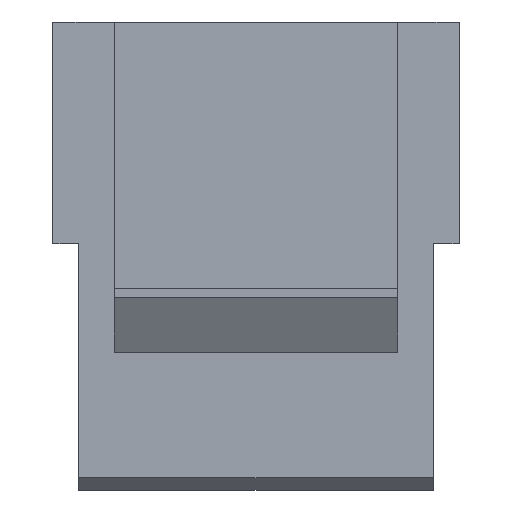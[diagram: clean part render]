
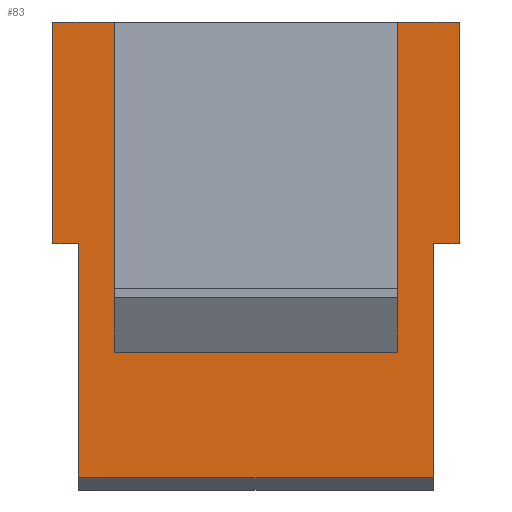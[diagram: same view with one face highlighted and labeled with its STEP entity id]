
A CAD part, front view. The second image highlights one B-rep face of the part: STEP entity #83.
In plain terms, the highlighted planar face has unit normal (0, -1, 0).
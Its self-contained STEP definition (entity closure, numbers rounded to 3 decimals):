
#83=ADVANCED_FACE('',(#171),#1484,.T.);
#171=FACE_OUTER_BOUND('',#259,.T.);
#259=EDGE_LOOP('',(#527,#528,#529,#530,#531,#532,#533,#534,#535,#536,#537,
#538));
#527=ORIENTED_EDGE('',*,*,#942,.T.);
#528=ORIENTED_EDGE('',*,*,#941,.T.);
#529=ORIENTED_EDGE('',*,*,#840,.T.);
#530=ORIENTED_EDGE('',*,*,#828,.T.);
#531=ORIENTED_EDGE('',*,*,#896,.F.);
#532=ORIENTED_EDGE('',*,*,#924,.T.);
#533=ORIENTED_EDGE('',*,*,#792,.T.);
#534=ORIENTED_EDGE('',*,*,#925,.F.);
#535=ORIENTED_EDGE('',*,*,#895,.F.);
#536=ORIENTED_EDGE('',*,*,#824,.F.);
#537=ORIENTED_EDGE('',*,*,#842,.T.);
#538=ORIENTED_EDGE('',*,*,#940,.F.);
#792=EDGE_CURVE('',#1277,#1278,#1030,.T.);
#824=EDGE_CURVE('',#1313,#1314,#1062,.T.);
#828=EDGE_CURVE('',#1317,#1318,#1066,.T.);
#840=EDGE_CURVE('',#1327,#1317,#1078,.T.);
#842=EDGE_CURVE('',#1313,#1321,#1080,.T.);
#895=EDGE_CURVE('',#1314,#1346,#1123,.T.);
#896=EDGE_CURVE('',#1345,#1318,#1124,.T.);
#924=EDGE_CURVE('',#1345,#1277,#1151,.T.);
#925=EDGE_CURVE('',#1346,#1278,#1152,.T.);
#940=EDGE_CURVE('',#1373,#1321,#1167,.T.);
#941=EDGE_CURVE('',#1374,#1327,#1168,.T.);
#942=EDGE_CURVE('',#1373,#1374,#1169,.T.);
#1030=B_SPLINE_CURVE_WITH_KNOTS('',1,(#2023,#2024),.UNSPECIFIED.,.F.,.F.,
(2,2),(0.,11.5),.UNSPECIFIED.);
#1062=B_SPLINE_CURVE_WITH_KNOTS('',1,(#2087,#2088),.UNSPECIFIED.,.F.,.F.,
(2,2),(0.,9.),.UNSPECIFIED.);
#1066=B_SPLINE_CURVE_WITH_KNOTS('',1,(#2095,#2096),.UNSPECIFIED.,.F.,.F.,
(2,2),(0.,9.),.UNSPECIFIED.);
#1078=B_SPLINE_CURVE_WITH_KNOTS('',1,(#2119,#2120),.UNSPECIFIED.,.F.,.F.,
(2,2),(-33.7,-32.7),.UNSPECIFIED.);
#1080=B_SPLINE_CURVE_WITH_KNOTS('',1,(#2123,#2124),.UNSPECIFIED.,.F.,.F.,
(2,2),(-49.2,-48.2),.UNSPECIFIED.);
#1123=B_SPLINE_CURVE_WITH_KNOTS('',1,(#2233,#2234),.UNSPECIFIED.,.F.,.F.,
(2,2),(-49.2,-46.7),.UNSPECIFIED.);
#1124=B_SPLINE_CURVE_WITH_KNOTS('',1,(#2235,#2236),.UNSPECIFIED.,.F.,.F.,
(2,2),(-35.2,-32.7),.UNSPECIFIED.);
#1151=B_SPLINE_CURVE_WITH_KNOTS('',1,(#2293,#2294),.UNSPECIFIED.,.F.,.F.,
(2,2),(9.596,12.297),.UNSPECIFIED.);
#1152=B_SPLINE_CURVE_WITH_KNOTS('',1,(#2295,#2296),.UNSPECIFIED.,.F.,.F.,
(2,2),(9.596,12.297),.UNSPECIFIED.);
#1167=B_SPLINE_CURVE_WITH_KNOTS('',1,(#2397,#2398),.UNSPECIFIED.,.F.,.F.,
(2,2),(-47.306,-37.806),.UNSPECIFIED.);
#1168=B_SPLINE_CURVE_WITH_KNOTS('',1,(#2399,#2400),.UNSPECIFIED.,.F.,.F.,
(2,2),(2.014,11.514),.UNSPECIFIED.);
#1169=B_SPLINE_CURVE_WITH_KNOTS('',1,(#2401,#2402),.UNSPECIFIED.,.F.,.F.,
(2,2),(0.,14.4),.UNSPECIFIED.);
#1277=VERTEX_POINT('',#1893);
#1278=VERTEX_POINT('',#1894);
#1313=VERTEX_POINT('',#1929);
#1314=VERTEX_POINT('',#1930);
#1317=VERTEX_POINT('',#1933);
#1318=VERTEX_POINT('',#1934);
#1321=VERTEX_POINT('',#1937);
#1327=VERTEX_POINT('',#1943);
#1345=VERTEX_POINT('',#1961);
#1346=VERTEX_POINT('',#1962);
#1373=VERTEX_POINT('',#1989);
#1374=VERTEX_POINT('',#1990);
#1484=PLANE('',#1587);
#1587=AXIS2_PLACEMENT_3D('',#1879,#1666,$);
#1666=DIRECTION('',(0.,-1.,0.));
#1879=CARTESIAN_POINT('',(409.,-322.9,0.6));
#1893=CARTESIAN_POINT('',(423.,-322.9,14.9));
#1894=CARTESIAN_POINT('',(411.5,-322.9,14.9));
#1929=CARTESIAN_POINT('',(409.,-322.9,10.1));
#1930=CARTESIAN_POINT('',(409.,-322.9,19.1));
#1933=CARTESIAN_POINT('',(425.5,-322.9,10.1));
#1934=CARTESIAN_POINT('',(425.5,-322.9,19.1));
#1937=CARTESIAN_POINT('',(410.05,-322.9,10.1));
#1943=CARTESIAN_POINT('',(424.45,-322.9,10.1));
#1961=CARTESIAN_POINT('',(423.,-322.9,19.1));
#1962=CARTESIAN_POINT('',(411.5,-322.9,19.1));
#1989=CARTESIAN_POINT('',(410.05,-322.9,0.6));
#1990=CARTESIAN_POINT('',(424.45,-322.9,0.6));
#2023=CARTESIAN_POINT('',(423.,-322.9,14.9));
#2024=CARTESIAN_POINT('',(411.5,-322.9,14.9));
#2087=CARTESIAN_POINT('',(409.,-322.9,10.1));
#2088=CARTESIAN_POINT('',(409.,-322.9,19.1));
#2095=CARTESIAN_POINT('',(425.5,-322.9,10.1));
#2096=CARTESIAN_POINT('',(425.5,-322.9,19.1));
#2119=CARTESIAN_POINT('',(424.45,-322.9,10.1));
#2120=CARTESIAN_POINT('',(425.5,-322.9,10.1));
#2123=CARTESIAN_POINT('',(409.,-322.9,10.1));
#2124=CARTESIAN_POINT('',(410.05,-322.9,10.1));
#2233=CARTESIAN_POINT('',(409.,-322.9,19.1));
#2234=CARTESIAN_POINT('',(411.5,-322.9,19.1));
#2235=CARTESIAN_POINT('',(423.,-322.9,19.1));
#2236=CARTESIAN_POINT('',(425.5,-322.9,19.1));
#2293=CARTESIAN_POINT('',(423.,-322.9,19.1));
#2294=CARTESIAN_POINT('',(423.,-322.9,14.9));
#2295=CARTESIAN_POINT('',(411.5,-322.9,19.1));
#2296=CARTESIAN_POINT('',(411.5,-322.9,14.9));
#2397=CARTESIAN_POINT('',(410.05,-322.9,0.6));
#2398=CARTESIAN_POINT('',(410.05,-322.9,10.1));
#2399=CARTESIAN_POINT('',(424.45,-322.9,0.6));
#2400=CARTESIAN_POINT('',(424.45,-322.9,10.1));
#2401=CARTESIAN_POINT('',(410.05,-322.9,0.6));
#2402=CARTESIAN_POINT('',(424.45,-322.9,0.6));
